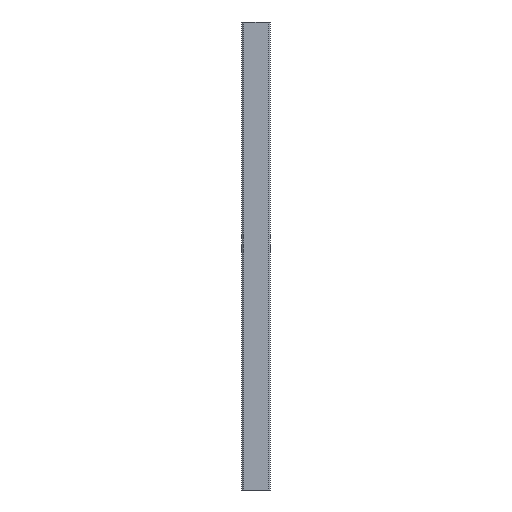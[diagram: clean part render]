
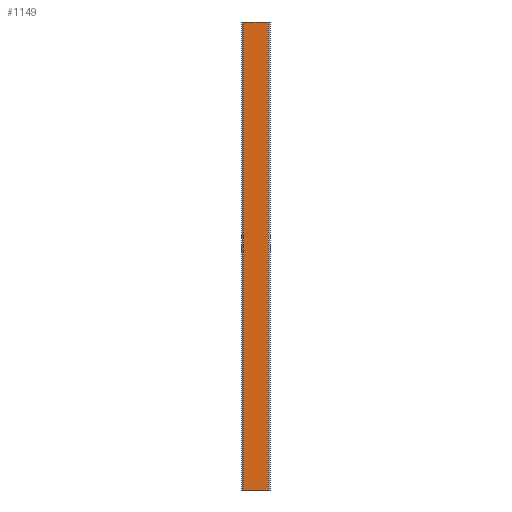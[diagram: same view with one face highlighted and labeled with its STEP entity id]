
A CAD part, front view. The second image highlights one B-rep face of the part: STEP entity #1149.
In plain terms, the highlighted planar face has unit normal (0, -1, 0).
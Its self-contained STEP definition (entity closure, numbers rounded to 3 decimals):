
#267 = VERTEX_POINT ( 'NONE', #2492 ) ;
#288 = VERTEX_POINT ( 'NONE', #2542 ) ;
#361 = EDGE_CURVE ( 'NONE', #288, #267, #2591, .T. ) ;
#506 = VERTEX_POINT ( 'NONE', #2821 ) ;
#620 = VERTEX_POINT ( 'NONE', #3120 ) ;
#628 = EDGE_CURVE ( 'NONE', #620, #506, #3115, .T. ) ;
#1147 = EDGE_CURVE ( 'NONE', #267, #506, #3707, .T. ) ;
#1148 = ORIENTED_EDGE ( 'NONE', *, *, #1147, .F. ) ;
#1149 = ADVANCED_FACE ( 'NONE', ( #3970 ), #3808, .F. ) ;
#1151 = ORIENTED_EDGE ( 'NONE', *, *, #628, .T. ) ;
#1153 = ORIENTED_EDGE ( 'NONE', *, *, #361, .F. ) ;
#1295 = EDGE_LOOP ( 'NONE', ( #1151, #1148, #1153, #1354 ) ) ;
#1301 = EDGE_CURVE ( 'NONE', #288, #620, #4253, .T. ) ;
#1354 = ORIENTED_EDGE ( 'NONE', *, *, #1301, .T. ) ;
#2492 = CARTESIAN_POINT ( 'NONE',  ( -25336.847, -20935.653, 500. ) ) ;
#2542 = CARTESIAN_POINT ( 'NONE',  ( -25362.847, -20935.653, 500. ) ) ;
#2591 = LINE ( 'NONE', #2772, #2779 ) ;
#2768 = DIRECTION ( 'NONE',  ( 1., 0., 0. ) ) ;
#2772 = CARTESIAN_POINT ( 'NONE',  ( -25362.847, -20935.653, 500. ) ) ;
#2779 = VECTOR ( 'NONE', #2768, 1000. ) ;
#2821 = CARTESIAN_POINT ( 'NONE',  ( -25336.847, -20935.653, 0. ) ) ;
#3036 = DIRECTION ( 'NONE',  ( 1., 0., 0. ) ) ;
#3037 = VECTOR ( 'NONE', #3036, 1000. ) ;
#3038 = CARTESIAN_POINT ( 'NONE',  ( -25362.847, -20935.653, 0. ) ) ;
#3115 = LINE ( 'NONE', #3038, #3037 ) ;
#3120 = CARTESIAN_POINT ( 'NONE',  ( -25362.847, -20935.653, 0. ) ) ;
#3602 = CARTESIAN_POINT ( 'NONE',  ( -25336.847, -20935.653, 500. ) ) ;
#3604 = DIRECTION ( 'NONE',  ( 0., 0., -1. ) ) ;
#3605 = VECTOR ( 'NONE', #3604, 1000. ) ;
#3707 = LINE ( 'NONE', #3602, #3605 ) ;
#3771 = DIRECTION ( 'NONE',  ( 0., 1., 0. ) ) ;
#3773 = CARTESIAN_POINT ( 'NONE',  ( -25362.847, -20935.653, 500. ) ) ;
#3808 = PLANE ( 'NONE',  #3809 ) ;
#3809 = AXIS2_PLACEMENT_3D ( 'NONE', #3773, #3771, #3828 ) ;
#3828 = DIRECTION ( 'NONE',  ( 0., 0., 1. ) ) ;
#3970 = FACE_OUTER_BOUND ( 'NONE', #1295, .T. ) ;
#4252 = CARTESIAN_POINT ( 'NONE',  ( -25362.847, -20935.653, 500. ) ) ;
#4253 = LINE ( 'NONE', #4252, #4255 ) ;
#4255 = VECTOR ( 'NONE', #4264, 1000. ) ;
#4264 = DIRECTION ( 'NONE',  ( 0., 0., -1. ) ) ;
